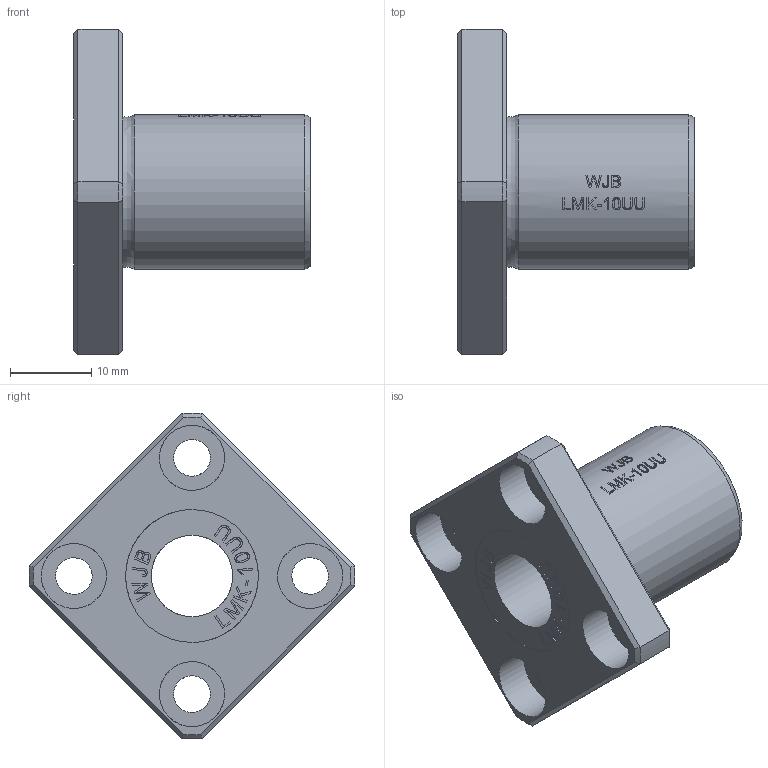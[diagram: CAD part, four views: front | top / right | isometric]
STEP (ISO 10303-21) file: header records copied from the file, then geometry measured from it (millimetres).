
FILE_DESCRIPTION(/* description */ (''),/* implementation_level */ '2;1');
FILE_NAME(/* name */ 'WJB-LMK-10UU.stp',/* time_stamp */ '2018-09-08T12:37:12+08:00',/* author */ (''),/* organization */ (''),/* preprocessor_version */ 'ST-DEVELOPER v11',/* originating_system */ 'SIEMENS UGS NX 6.0',/* authorisation */ '');
FILE_SCHEMA (('CONFIG_CONTROL_DESIGN'));
Length unit declared in the file: millimetre
Products named in the file (1): WJB-LMK-10UU
Bounding box: 29 x 39.99 x 39.99 mm (x, y, z)
Volume: 8550.2 mm3; surface area: 4972.4 mm2
Topology: 1 solids, 1 shells, 344 faces, 901 edges, 608 vertices
Faces by surface type: plane 220, extrusion 84, cylinder 30, cone 8, torus 2
Full cylindrical faces by diameter (mm): 4.5 x4, 8 x4, 10 x1, 16.3 x2, 19 x1
Entity records: 13500 total; most frequent: CARTESIAN_POINT 5569, ORIENTED_EDGE 1774, DIRECTION 1209, EDGE_CURVE 887, VERTEX_POINT 608, VECTOR 531, LINE 447, B_SPLINE_CURVE_WITH_KNOTS 446
